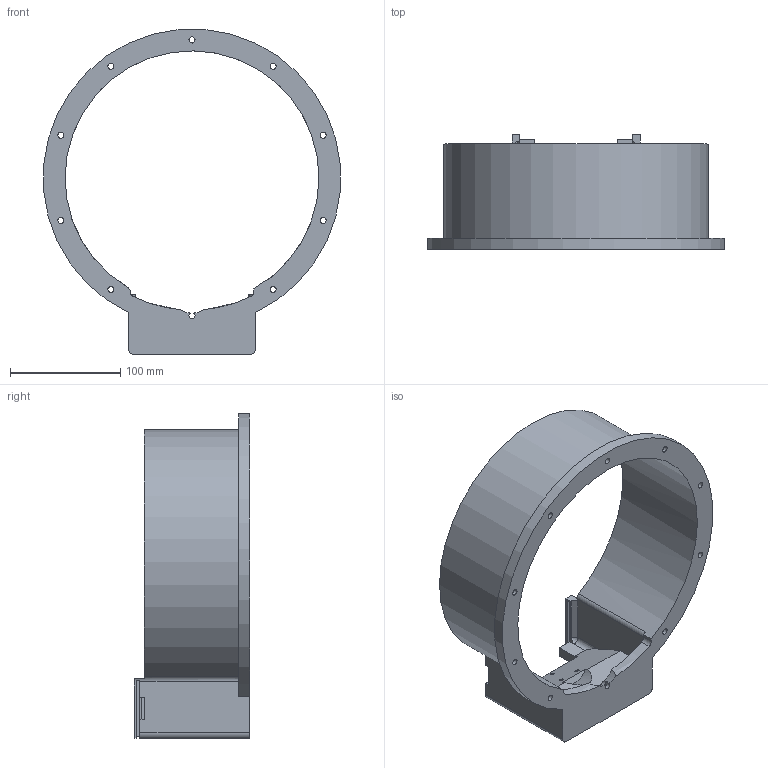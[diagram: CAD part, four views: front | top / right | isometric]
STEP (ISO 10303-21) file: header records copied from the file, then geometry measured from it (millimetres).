
FILE_DESCRIPTION(/* description */ (''),/* implementation_level */ '2;1');
FILE_NAME(/* name */ 'Cylinder Slidey Bit Housing Camera only v0.2.stp',/* time_stamp */ '2025-02-20T15:48:14-05:00',/* author */ ('mayhe'),/* organization */ (''),/* preprocessor_version */ 'ST-DEVELOPER v20',/* originating_system */ 'Autodesk Inventor 2025',/* authorisation */ '');
FILE_SCHEMA (('AUTOMOTIVE_DESIGN { 1 0 10303 214 3 1 1 }'));
Length unit declared in the file: millimetre
Products named in the file (1): Cylinder Slidey Bit Housing
Bounding box: 269.02 x 104.5 x 294.61 mm (x, y, z)
Volume: 620290.8 mm3; surface area: 197153.9 mm2
Topology: 1 solids, 1 shells, 110 faces, 281 edges, 186 vertices
Faces by surface type: plane 62, cylinder 46, cone 2
Full cylindrical faces by diameter (mm): 4 x3, 5 x2, 5.5 x9, 8.7 x9, 11 x3
Entity records: 3495 total; most frequent: CARTESIAN_POINT 621, DIRECTION 603, ORIENTED_EDGE 562, EDGE_CURVE 281, AXIS2_PLACEMENT_3D 217, VERTEX_POINT 186, LINE 169, VECTOR 169
